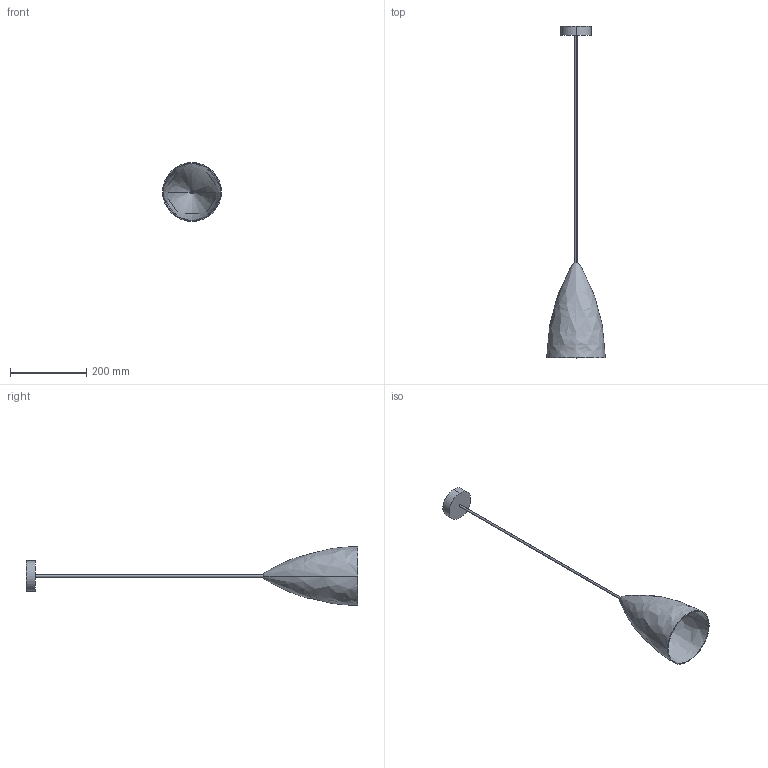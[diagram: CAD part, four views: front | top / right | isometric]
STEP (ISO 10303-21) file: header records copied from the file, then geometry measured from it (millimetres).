
FILE_DESCRIPTION (( 'STEP AP214' ), '1' );
FILE_NAME ('BLANCNOIR 2003 3D MODEL.STEP', '2016-10-20T12:02:50', ( 'Utente' ), ( '' ), 'SwSTEP 2.0', 'SolidWorks 2016', '' );
FILE_SCHEMA (( 'AUTOMOTIVE_DESIGN' ));
Length unit declared in the file: millimetre
Products named in the file (1): BLANCNOIR 2003 3D MODEL
Bounding box: 153.97 x 869.73 x 153.97 mm (x, y, z)
Volume: 307407.4 mm3; surface area: 199748.9 mm2
Topology: 1 solids, 1 shells, 17 faces, 36 edges, 24 vertices
Faces by surface type: cylinder 6, plane 5, bspline 4, cone 2
Entity records: 948 total; most frequent: CARTESIAN_POINT 410, DIRECTION 84, ORIENTED_EDGE 72, AXIS2_PLACEMENT_3D 38, EDGE_CURVE 36, VERTEX_POINT 24, CIRCLE 24, EDGE_LOOP 20
